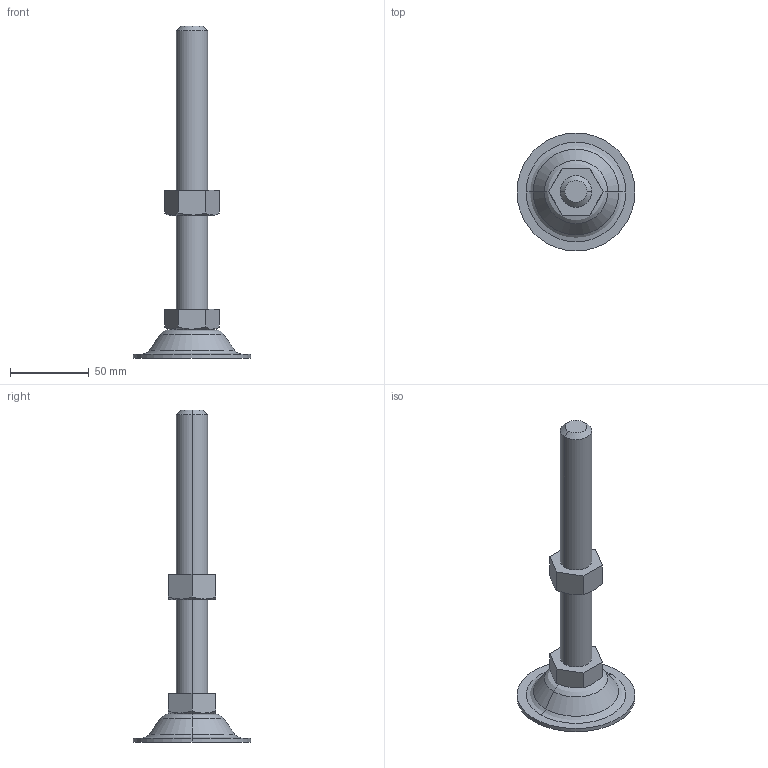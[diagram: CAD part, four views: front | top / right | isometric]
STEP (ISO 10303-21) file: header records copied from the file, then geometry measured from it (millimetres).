
FILE_DESCRIPTION( (''), '2;1');
FILE_NAME ('PC001.13592.TM-372俽-13_14056.stp','2022-05-20T17:19:43',(''),(''),'spGate 18.9.1 (****-****-****-****)','','');
FILE_SCHEMA (('AUTOMOTIVE_DESIGN'));
Length unit declared in the file: millimetre
Products named in the file (4): Assembly; アジャストボルト; ナット; フット
Assembly tree (3 placements, depth 2):
  Assembly
    アジャストボルト
    ナット
    フット
Bounding box: 75 x 75 x 211.04 mm (x, y, z)
Volume: 95597.9 mm3; surface area: 31035.9 mm2
Topology: 3 solids, 3 shells, 90 faces, 208 edges, 132 vertices
Faces by surface type: plane 48, bspline 24, cylinder 18
Entity records: 4688 total; most frequent: CARTESIAN_POINT 978, ORIENTED_EDGE 416, DIRECTION 364, COLOUR_RGB 301, PRESENTATION_STYLE_ASSIGNMENT 301, STYLED_ITEM 301, EDGE_CURVE 208, DRAUGHTING_PRE_DEFINED_CURVE_FONT 208
